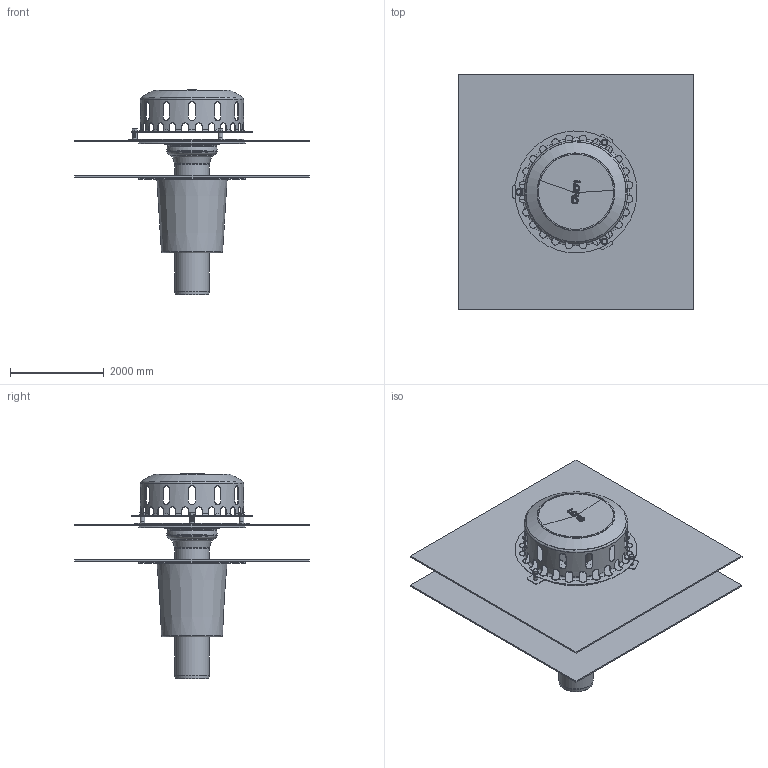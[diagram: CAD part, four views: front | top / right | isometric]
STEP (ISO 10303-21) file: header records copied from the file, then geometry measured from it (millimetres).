
FILE_DESCRIPTION(/* description */ (''),/* implementation_level */ '2;1');
FILE_NAME(/* name */ '15385.070X_3D.stp',/* time_stamp */ '2024-12-12T06:53:23+01:00',/* author */ ('CAD'),/* organization */ (''),/* preprocessor_version */ 'ST-DEVELOPER v20',/* originating_system */ 'AutoCAD Mechanical',/* authorisation */ '');
FILE_SCHEMA (('AUTOMOTIVE_DESIGN { 1 0 10303 214 3 1 1 }'));
Length unit declared in the file: centimetre
Products named in the file (3): Product; EINHEIT; *S1
Assembly tree (2 placements, depth 2):
  Product
    EINHEIT
    *S1
Bounding box: 5000 x 5000 x 4367.5 mm (x, y, z)
Volume: 3259622485.5 mm3; surface area: 184687885.4 mm2
Topology: 22 solids, 22 shells, 742 faces, 1988 edges, 1259 vertices
Faces by surface type: plane 210, cylinder 195, torus 168, cone 159, bspline 7, sphere 3
Full cylindrical faces by diameter (mm): 40 x3, 60 x3, 80 x3, 100 x3, 105 x2, 698 x3, 706 x2, 730 x7, 763 x1, 770 x6, 795 x1, 810 x4, 850 x1, 885 x2, 901 x2, 905 x2, 920 x2, 950 x1, 965 x4, 1010 x2, 1070 x1, 2180 x1, 2200 x1, 2600 x1
Entity records: 29586 total; most frequent: CARTESIAN_POINT 10689, DIRECTION 4032, ORIENTED_EDGE 3960, EDGE_CURVE 1980, AXIS2_PLACEMENT_3D 1671, VERTEX_POINT 1259, CIRCLE 902, EDGE_LOOP 843
